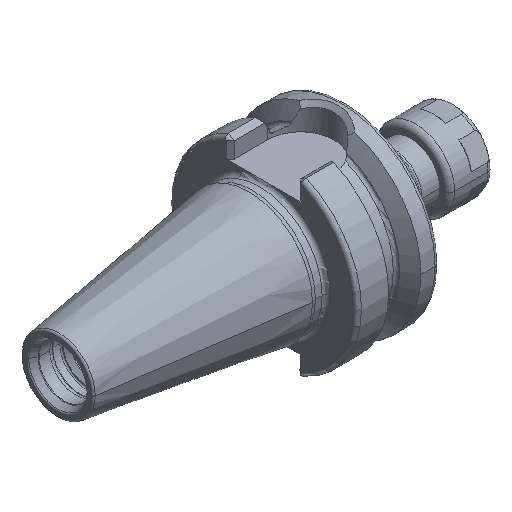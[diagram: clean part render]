
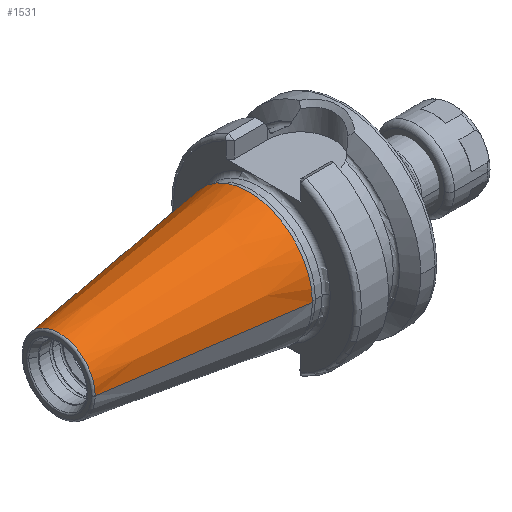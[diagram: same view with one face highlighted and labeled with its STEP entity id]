
A CAD part, isometric view. The second image highlights one B-rep face of the part: STEP entity #1531.
In plain terms, the highlighted conical face has half-angle 8.298 degrees and reference radius 12.258 mm.
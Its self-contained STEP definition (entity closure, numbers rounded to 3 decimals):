
#37=CARTESIAN_POINT('',(-47.972,0.,0.));
#38=DIRECTION('',(1.,0.,0.));
#39=DIRECTION('',(0.,1.,0.));
#40=AXIS2_PLACEMENT_3D('',#37,#38,#39);
#42=CARTESIAN_POINT('',(-1.629,0.,0.));
#43=DIRECTION('',(1.,0.,0.));
#44=DIRECTION('',(0.,1.,0.));
#45=AXIS2_PLACEMENT_3D('',#42,#43,#44);
#47=DIRECTION('',(-0.99,-0.144,0.));
#48=VECTOR('',#47,46.833);
#49=CARTESIAN_POINT('',(-1.629,15.637,0.));
#50=LINE('',#49,#48);
#51=DIRECTION('',(-0.99,0.144,0.));
#52=VECTOR('',#51,46.833);
#53=CARTESIAN_POINT('',(-1.629,-15.637,0.));
#54=LINE('',#53,#52);
#1212=CARTESIAN_POINT('',(-47.972,8.878,0.));
#1214=VERTEX_POINT('',#1212);
#1216=CARTESIAN_POINT('',(-47.972,-8.878,0.));
#1218=VERTEX_POINT('',#1216);
#1427=CARTESIAN_POINT('',(-1.629,15.637,0.));
#1428=VERTEX_POINT('',#1427);
#1429=CARTESIAN_POINT('',(-1.629,-15.637,0.));
#1430=VERTEX_POINT('',#1429);
#1517=CARTESIAN_POINT('',(-24.801,0.,0.));
#1518=DIRECTION('',(1.,0.,0.));
#1519=DIRECTION('',(0.,-1.,0.));
#1520=AXIS2_PLACEMENT_3D('',#1517,#1518,#1519);
#1521=CONICAL_SURFACE('',#1520,12.258,8.298);
#1523=ORIENTED_EDGE('',*,*,#1522,.F.);
#1525=ORIENTED_EDGE('',*,*,#1524,.T.);
#1527=ORIENTED_EDGE('',*,*,#1526,.T.);
#1528=ORIENTED_EDGE('',*,*,#1510,.F.);
#1529=EDGE_LOOP('',(#1523,#1525,#1527,#1528));
#1530=FACE_OUTER_BOUND('',#1529,.F.);
#1531=ADVANCED_FACE('',(#1530),#1521,.T.);
#41=CIRCLE('',#40,8.878);
#46=CIRCLE('',#45,15.637);
#1510=EDGE_CURVE('',#1214,#1218,#41,.T.);
#1522=EDGE_CURVE('',#1428,#1214,#50,.T.);
#1524=EDGE_CURVE('',#1428,#1430,#46,.T.);
#1526=EDGE_CURVE('',#1430,#1218,#54,.T.);
